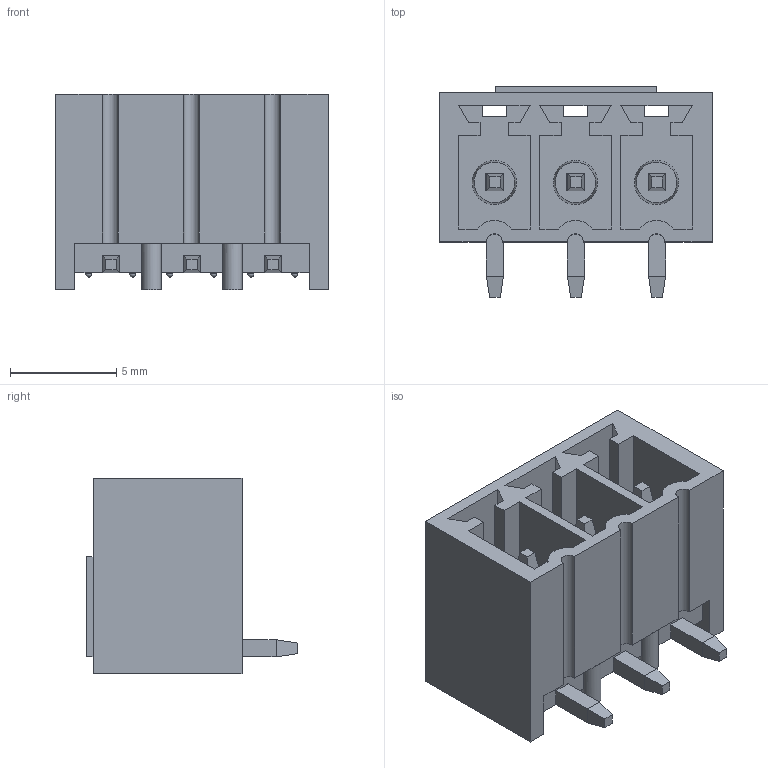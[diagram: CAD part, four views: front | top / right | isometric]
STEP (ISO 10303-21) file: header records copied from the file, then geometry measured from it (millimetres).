
FILE_DESCRIPTION( ( 'Unknown' ), '1' );
FILE_NAME( '691701340003B.stp', 'Unknown', ( 'Quentin LAIDEBEUR' ), ( 'WE' ), 'PSStep 15.0.49', 'Sample-box', ' ' );
FILE_SCHEMA( ( 'AUTOMOTIVE_DESIGN { 1 0 10303 214 1 1 1 1 }' ) );
Length unit declared in the file: millimetre
Products named in the file (3): Assem1; 03; 6917013400xxB_PIN
Assembly tree (4 placements, depth 2):
  Assem1
    03
    6917013400xxB_PIN  x3
Bounding box: 12.82 x 9.9 x 9.2 mm (x, y, z)
Volume: 424.1 mm3; surface area: 1205.7 mm2
Topology: 4 solids, 4 shells, 199 faces, 535 edges, 348 vertices
Faces by surface type: plane 168, cylinder 22, sphere 6, cone 3
Full cylindrical faces by diameter (mm): 0.3 x6, 0.9 x4
Entity records: 6356 total; most frequent: CARTESIAN_POINT 882, ORIENTED_EDGE 844, DIRECTION 804, EDGE_CURVE 422, LINE 376, VECTOR 376, VERTEX_POINT 292, AXIS2_PLACEMENT_3D 214
